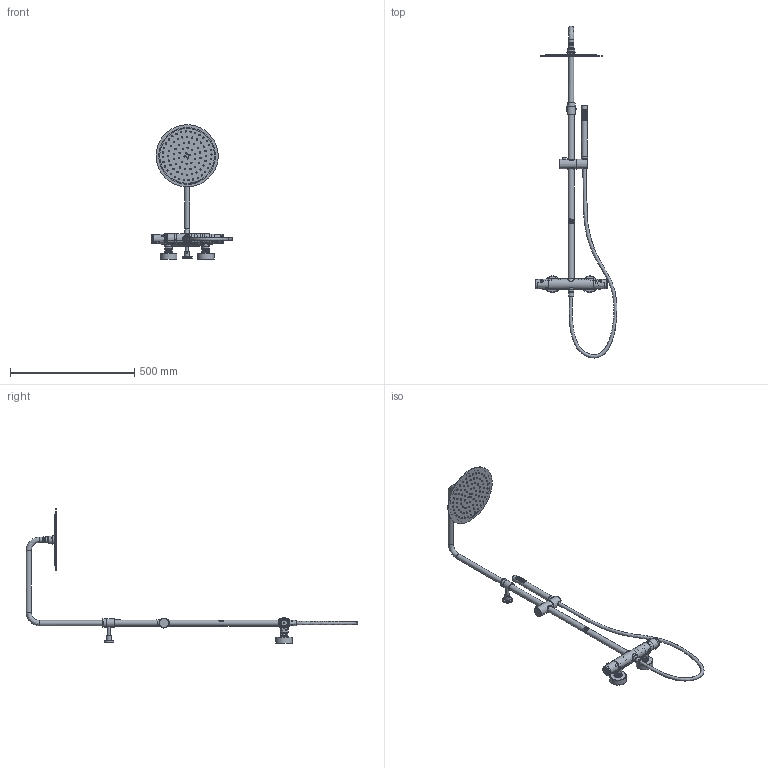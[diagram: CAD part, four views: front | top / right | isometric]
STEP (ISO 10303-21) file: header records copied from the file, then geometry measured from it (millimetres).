
FILE_DESCRIPTION (( 'STEP AP203' ), '1' );
FILE_NAME ('34DP03735.STEP', '2021-04-29T12:39:01', ( '' ), ( '' ), 'SwSTEP 2.0', 'SolidWorks 2021', '' );
FILE_SCHEMA (( 'CONFIG_CONTROL_DESIGN' ));
Products named in the file (1): 34DP03735
Bounding box: 329.62 x 1336.4 x 540.35 mm (x, y, z)
Volume: 961509.3 mm3; surface area: 647647.7 mm2
Topology: 33 solids, 33 shells, 1899 faces, 4441 edges, 2957 vertices
Faces by surface type: plane 837, cylinder 651, cone 208, bspline 166, torus 32, sphere 5
Full cylindrical faces by diameter (mm): 1 x86, 2.3 x1, 3.1 x4, 3.2 x1, 3.3 x5, 4 x4, 4.15 x2, 4.5 x1, 4.65 x2, 5 x86, 5.8 x7, 6 x1, 6.2 x1, 8.9 x1, 9 x2, 9.8 x4, 10 x2, 10.1 x2, 10.5 x1, 11 x1, 11.6 x1, 12 x1, 12.2 x1, 12.5 x3, 12.8 x1, 13.4 x1, 13.8 x1, 14 x2, 14.5 x1, 14.8 x1
Entity records: 72961 total; most frequent: CARTESIAN_POINT 34789, DIRECTION 7493, ORIENTED_EDGE 7086, EDGE_CURVE 3543, AXIS2_PLACEMENT_3D 3070, EDGE_LOOP 2891, VERTEX_POINT 2654, FACE_OUTER_BOUND 2266
